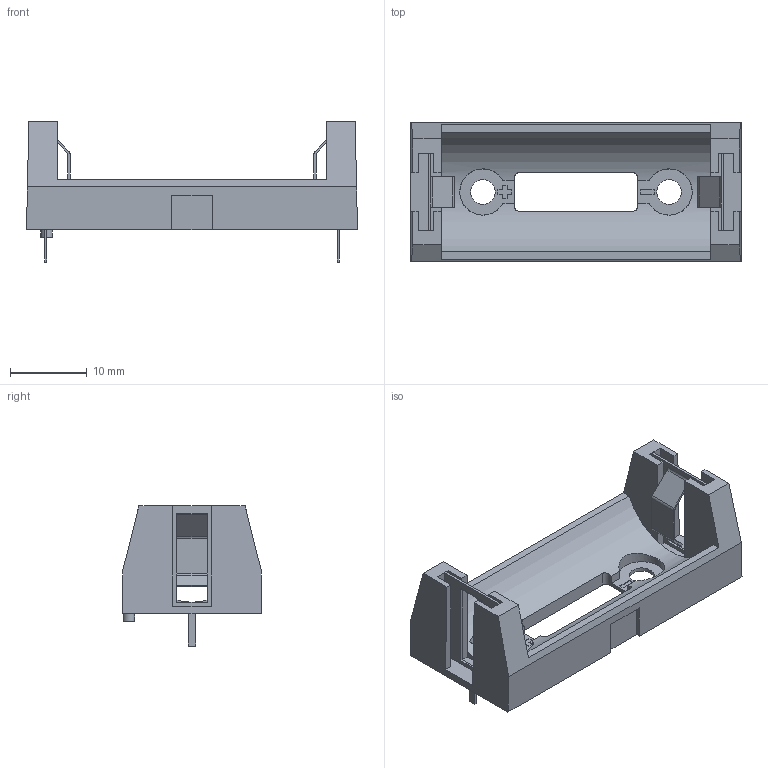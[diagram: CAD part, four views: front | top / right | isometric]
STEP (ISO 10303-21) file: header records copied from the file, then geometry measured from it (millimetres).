
FILE_DESCRIPTION( ( '' ), ' ' );
FILE_NAME( '5d2bd3976116db163701bd08.step', '2019-07-15T01:15:04', ( '' ), ( '' ), ' ', ' ', ' ' );
FILE_SCHEMA( ( 'AUTOMOTIVE_DESIGN { 1 0 10303 214 1 1 1 1 }' ) );
Length unit declared in the file: metre
Products named in the file (3): contact; body
Bounding box: 43 x 18 x 18.2 mm (x, y, z)
Volume: 3035.4 mm3; surface area: 3913.1 mm2
Topology: 3 solids, 3 shells, 158 faces, 445 edges, 294 vertices
Faces by surface type: plane 136, cylinder 22
Full cylindrical faces by diameter (mm): 1.5 x1, 3.2 x2
Entity records: 6470 total; most frequent: CARTESIAN_POINT 1035, ORIENTED_EDGE 884, DIRECTION 804, EDGE_CURVE 442, LINE 390, VECTOR 390, VERTEX_POINT 294, AXIS2_PLACEMENT_3D 207
